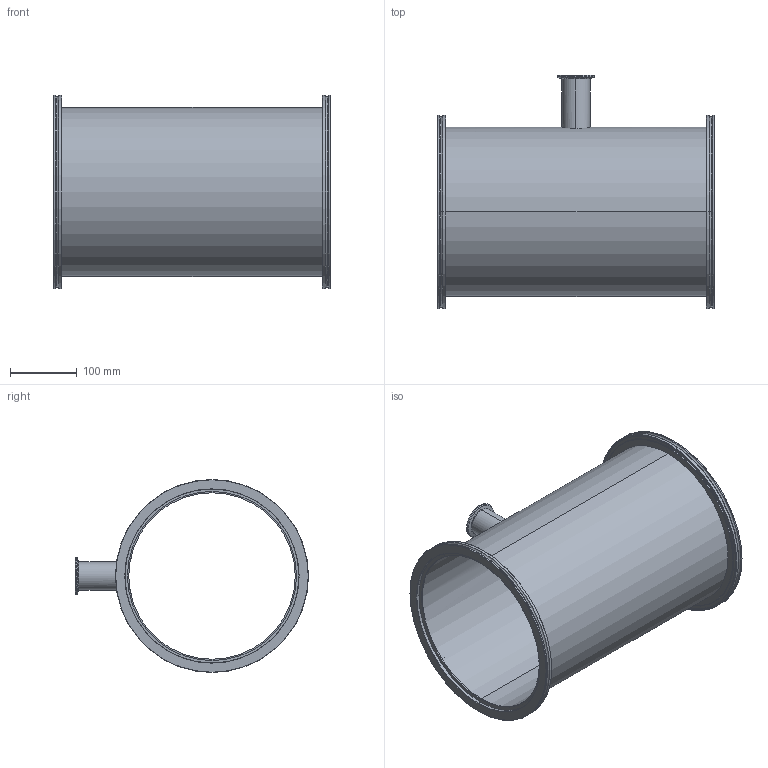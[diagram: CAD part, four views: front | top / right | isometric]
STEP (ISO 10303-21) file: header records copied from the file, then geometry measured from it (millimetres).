
FILE_DESCRIPTION (( 'STEP AP214' ), '1' );
FILE_NAME ('Hositrad_ISO250-40-FR.STEP', '2017-06-02T13:09:49', ( 'Gebruiker' ), ( '' ), 'SwSTEP 2.0', 'SolidWorks 2017', '' );
FILE_SCHEMA (( 'AUTOMOTIVE_DESIGN' ));
Length unit declared in the file: millimetre
Products named in the file (4): ISO-K-to-KF_Tee_tube-All_ISO250-40-FR; KF40-42.4WS; ISO-K-Weld-All_ISO250-254; Hositrad_ISO250-40-FR
Assembly tree (4 placements, depth 2):
  Hositrad_ISO250-40-FR
    ISO-K-to-KF_Tee_tube-All_ISO250-40-FR
    ISO-K-Weld-All_ISO250-254  x2
    KF40-42.4WS
Bounding box: 416 x 350 x 290 mm (x, y, z)
Volume: 968407.4 mm3; surface area: 780757.7 mm2
Topology: 4 solids, 4 shells, 98 faces, 198 edges, 118 vertices
Faces by surface type: cylinder 44, cone 26, plane 18, torus 10
Entity records: 2078 total; most frequent: CARTESIAN_POINT 501, DIRECTION 348, ORIENTED_EDGE 260, AXIS2_PLACEMENT_3D 151, EDGE_CURVE 130, CIRCLE 80, VERTEX_POINT 78, EDGE_LOOP 78
